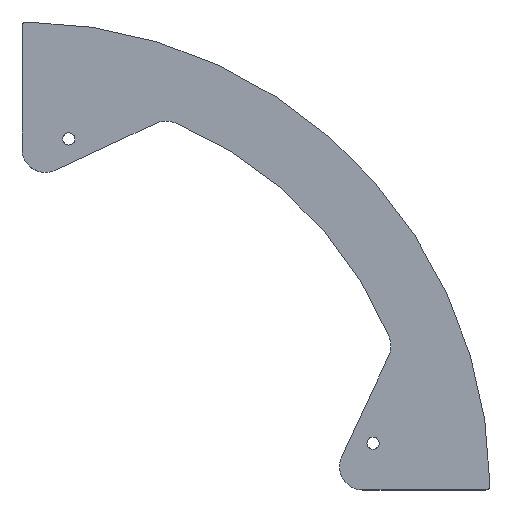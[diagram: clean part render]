
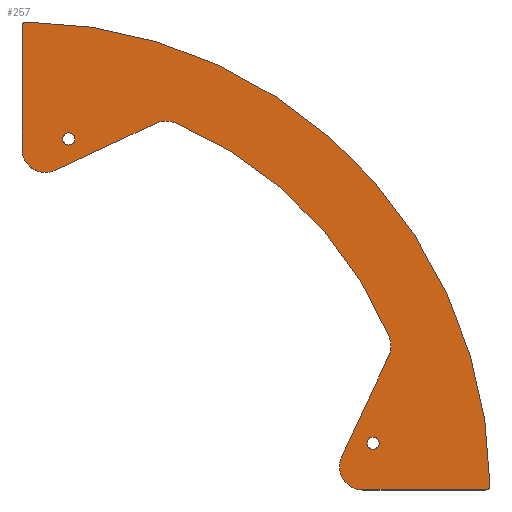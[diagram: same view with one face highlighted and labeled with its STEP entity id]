
A CAD part, top view. The second image highlights one B-rep face of the part: STEP entity #257.
In plain terms, the highlighted planar face has unit normal (0, 0, 1).
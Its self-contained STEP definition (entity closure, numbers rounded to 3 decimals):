
#73=CARTESIAN_POINT('',(199.99,2.02,0.5));
#74=VERTEX_POINT('',#73);
#75=CARTESIAN_POINT('',(197.99,0.,0.5));
#76=VERTEX_POINT('',#75);
#77=CARTESIAN_POINT('',(197.99,2.,0.5));
#78=DIRECTION('',(0.0,0.0,-1.0));
#79=DIRECTION('',(0.711,-0.704,0.0));
#80=AXIS2_PLACEMENT_3D('',#77,#78,#79);
#81=CIRCLE('',#80,2.0);
#82=EDGE_CURVE('',#74,#76,#81,.T.);
#116=CARTESIAN_POINT('',(145.697,0.,0.5));
#117=VERTEX_POINT('',#116);
#118=CARTESIAN_POINT('',(197.99,0.,0.5));
#119=DIRECTION('',(-1.0,0.0,0.0));
#120=VECTOR('',#119,52.293);
#121=LINE('',#118,#120);
#122=EDGE_CURVE('',#76,#117,#121,.T.);
#141=CARTESIAN_POINT('',(153.616,23.558,0.5));
#142=DIRECTION('',(0.0,0.0,1.0));
#143=DIRECTION('',(1.0,0.0,0.0));
#144=AXIS2_PLACEMENT_3D('',#141,#142,#143);
#145=PLANE('',#144);
#146=ORIENTED_EDGE('',*,*,#82,.F.);
#147=CARTESIAN_POINT('',(2.02,199.99,0.5));
#148=VERTEX_POINT('',#147);
#149=CARTESIAN_POINT('',(0.0,0.0,0.5));
#150=DIRECTION('',(0.0,0.0,-1.0));
#151=DIRECTION('',(1.0,0.0,0.0));
#152=AXIS2_PLACEMENT_3D('',#149,#150,#151);
#153=CIRCLE('',#152,200.0);
#154=EDGE_CURVE('',#148,#74,#153,.T.);
#155=ORIENTED_EDGE('',*,*,#154,.F.);
#156=CARTESIAN_POINT('',(0.0,197.99,0.5));
#157=VERTEX_POINT('',#156);
#158=CARTESIAN_POINT('',(2.,197.99,0.5));
#159=DIRECTION('',(0.0,0.0,-1.0));
#160=DIRECTION('',(-0.704,0.711,0.0));
#161=AXIS2_PLACEMENT_3D('',#158,#159,#160);
#162=CIRCLE('',#161,2.0);
#163=EDGE_CURVE('',#157,#148,#162,.T.);
#164=ORIENTED_EDGE('',*,*,#163,.F.);
#165=CARTESIAN_POINT('',(0.0,145.697,0.5));
#166=VERTEX_POINT('',#165);
#167=CARTESIAN_POINT('',(0.0,145.697,0.5));
#168=DIRECTION('',(0.0,1.0,0.0));
#169=VECTOR('',#168,52.293);
#170=LINE('',#167,#169);
#171=EDGE_CURVE('',#166,#157,#170,.T.);
#172=ORIENTED_EDGE('',*,*,#171,.F.);
#173=CARTESIAN_POINT('',(14.226,136.634,0.5));
#174=VERTEX_POINT('',#173);
#175=CARTESIAN_POINT('',(10.0,145.697,0.5));
#176=DIRECTION('',(0.0,0.0,-1.0));
#177=DIRECTION('',(-0.537,-0.843,0.0));
#178=AXIS2_PLACEMENT_3D('',#175,#176,#177);
#179=CIRCLE('',#178,10.);
#180=EDGE_CURVE('',#174,#166,#179,.T.);
#181=ORIENTED_EDGE('',*,*,#180,.F.);
#182=CARTESIAN_POINT('',(57.347,156.741,0.5));
#183=VERTEX_POINT('',#182);
#184=CARTESIAN_POINT('',(57.347,156.741,0.5));
#185=DIRECTION('',(-0.906,-0.423,0.0));
#186=VECTOR('',#185,47.578);
#187=LINE('',#184,#186);
#188=EDGE_CURVE('',#183,#174,#187,.T.);
#189=ORIENTED_EDGE('',*,*,#188,.F.);
#190=CARTESIAN_POINT('',(65.421,156.908,0.5));
#191=VERTEX_POINT('',#190);
#192=CARTESIAN_POINT('',(61.573,147.678,0.5));
#193=DIRECTION('',(0.0,0.0,1.0));
#194=DIRECTION('',(-0.021,1.,0.0));
#195=AXIS2_PLACEMENT_3D('',#192,#193,#194);
#196=CIRCLE('',#195,10.);
#197=EDGE_CURVE('',#191,#183,#196,.T.);
#198=ORIENTED_EDGE('',*,*,#197,.F.);
#199=CARTESIAN_POINT('',(156.908,65.421,0.5));
#200=VERTEX_POINT('',#199);
#201=CARTESIAN_POINT('',(0.0,0.0,0.5));
#202=DIRECTION('',(0.0,0.0,1.0));
#203=DIRECTION('',(-1.0,0.0,0.0));
#204=AXIS2_PLACEMENT_3D('',#201,#202,#203);
#205=CIRCLE('',#204,170.0);
#206=EDGE_CURVE('',#200,#191,#205,.T.);
#207=ORIENTED_EDGE('',*,*,#206,.F.);
#208=CARTESIAN_POINT('',(156.741,57.347,0.5));
#209=VERTEX_POINT('',#208);
#210=CARTESIAN_POINT('',(147.678,61.573,0.5));
#211=DIRECTION('',(0.0,0.0,1.0));
#212=DIRECTION('',(1.,-0.021,0.0));
#213=AXIS2_PLACEMENT_3D('',#210,#211,#212);
#214=CIRCLE('',#213,10.);
#215=EDGE_CURVE('',#209,#200,#214,.T.);
#216=ORIENTED_EDGE('',*,*,#215,.F.);
#217=CARTESIAN_POINT('',(136.634,14.226,0.5));
#218=VERTEX_POINT('',#217);
#219=CARTESIAN_POINT('',(136.634,14.226,0.5));
#220=DIRECTION('',(0.423,0.906,0.0));
#221=VECTOR('',#220,47.578);
#222=LINE('',#219,#221);
#223=EDGE_CURVE('',#218,#209,#222,.T.);
#224=ORIENTED_EDGE('',*,*,#223,.F.);
#225=CARTESIAN_POINT('',(145.697,10.,0.5));
#226=DIRECTION('',(0.0,0.0,-1.0));
#227=DIRECTION('',(-0.843,-0.537,0.0));
#228=AXIS2_PLACEMENT_3D('',#225,#226,#227);
#229=CIRCLE('',#228,10.);
#230=EDGE_CURVE('',#117,#218,#229,.T.);
#231=ORIENTED_EDGE('',*,*,#230,.F.);
#232=ORIENTED_EDGE('',*,*,#122,.F.);
#233=EDGE_LOOP('',(#146,#155,#164,#172,#181,#189,#198,#207,#216,#224,#231,#232));
#234=FACE_OUTER_BOUND('',#233,.T.);
#235=CARTESIAN_POINT('',(152.6,20.,0.5));
#236=VERTEX_POINT('',#235);
#237=CARTESIAN_POINT('',(150.0,20.,0.5));
#238=DIRECTION('',(0.0,0.0,-1.0));
#239=DIRECTION('',(-1.0,0.0,0.0));
#240=AXIS2_PLACEMENT_3D('',#237,#238,#239);
#241=CIRCLE('',#240,2.6);
#242=EDGE_CURVE('',#236,#236,#241,.T.);
#243=ORIENTED_EDGE('',*,*,#242,.T.);
#244=EDGE_LOOP('',(#243));
#245=FACE_BOUND('',#244,.T.);
#246=CARTESIAN_POINT('',(22.6,150.0,0.5));
#247=VERTEX_POINT('',#246);
#248=CARTESIAN_POINT('',(20.0,150.0,0.5));
#249=DIRECTION('',(0.0,0.0,-1.0));
#250=DIRECTION('',(-1.0,0.0,0.0));
#251=AXIS2_PLACEMENT_3D('',#248,#249,#250);
#252=CIRCLE('',#251,2.6);
#253=EDGE_CURVE('',#247,#247,#252,.T.);
#254=ORIENTED_EDGE('',*,*,#253,.T.);
#255=EDGE_LOOP('',(#254));
#256=FACE_BOUND('',#255,.T.);
#257=ADVANCED_FACE('',(#234,#245,#256),#145,.T.);
